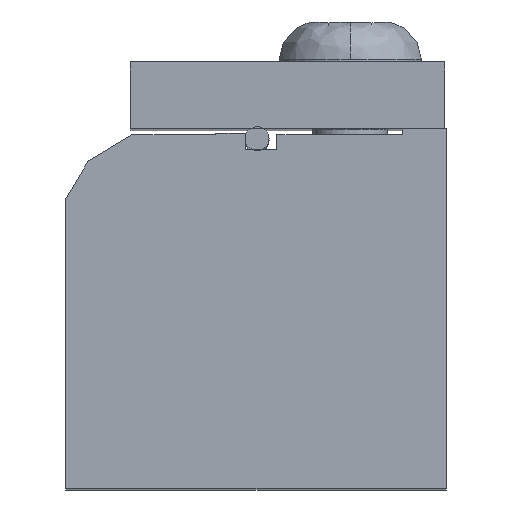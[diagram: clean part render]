
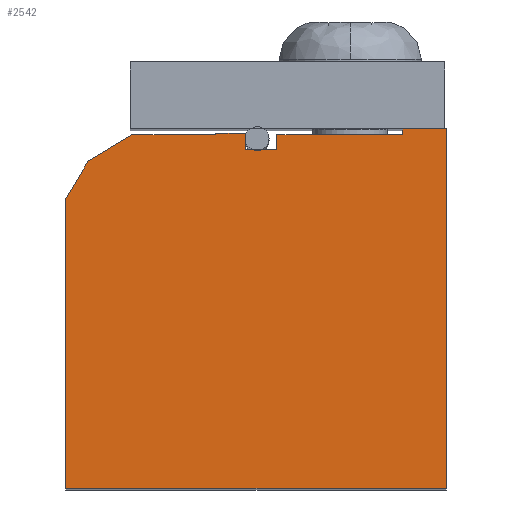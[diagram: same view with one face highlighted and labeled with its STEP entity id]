
A CAD part, top view. The second image highlights one B-rep face of the part: STEP entity #2542.
In plain terms, the highlighted planar face has unit normal (0, 0, 1).
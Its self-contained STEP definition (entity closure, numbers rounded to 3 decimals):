
#23 = VERTEX_POINT ( 'NONE', #2486 ) ;
#44 = VERTEX_POINT ( 'NONE', #2693 ) ;
#92 = CARTESIAN_POINT ( 'NONE',  ( 88.074, 238.144, 37.5 ) ) ;
#152 = DIRECTION ( 'NONE',  ( 0., 1., 0. ) ) ;
#155 = ORIENTED_EDGE ( 'NONE', *, *, #2196, .T. ) ;
#200 = CARTESIAN_POINT ( 'NONE',  ( 89.195, 226.278, 37.5 ) ) ;
#238 = DIRECTION ( 'NONE',  ( 1., 0., 0. ) ) ;
#306 = ORIENTED_EDGE ( 'NONE', *, *, #2066, .T. ) ;
#354 = CARTESIAN_POINT ( 'NONE',  ( 86.074, 238.042, 37.5 ) ) ;
#385 = LINE ( 'NONE', #1741, #1324 ) ;
#427 = EDGE_CURVE ( 'NONE', #2310, #3037, #1100, .T. ) ;
#460 = DIRECTION ( 'NONE',  ( 0., -1., 0. ) ) ;
#596 = DIRECTION ( 'NONE',  ( 0., 1., 0. ) ) ;
#610 = LINE ( 'NONE', #1619, #2768 ) ;
#634 = ORIENTED_EDGE ( 'NONE', *, *, #2848, .T. ) ;
#643 = CARTESIAN_POINT ( 'NONE',  ( 76.074, 214.442, 37.5 ) ) ;
#698 = DIRECTION ( 'NONE',  ( -1., 0., 0. ) ) ;
#743 = DIRECTION ( 'NONE',  ( -1., 0., 0. ) ) ;
#775 = EDGE_CURVE ( 'NONE', #2778, #3037, #385, .T. ) ;
#795 = VECTOR ( 'NONE', #2381, 1000. ) ;
#854 = DIRECTION ( 'NONE',  ( -0.857, -0.515, 0. ) ) ;
#866 = VECTOR ( 'NONE', #1097, 1000. ) ;
#895 = LINE ( 'NONE', #2515, #866 ) ;
#900 = CARTESIAN_POINT ( 'NONE',  ( 76.074, 214.442, 37.5 ) ) ;
#929 = VERTEX_POINT ( 'NONE', #1761 ) ;
#936 = CARTESIAN_POINT ( 'NONE',  ( 89.195, 238.042, 37.5 ) ) ;
#941 = DIRECTION ( 'NONE',  ( -0.515, -0.857, 0. ) ) ;
#944 = VECTOR ( 'NONE', #854, 1000. ) ;
#965 = DIRECTION ( 'NONE',  ( 0., -1., 0. ) ) ;
#971 = ORIENTED_EDGE ( 'NONE', *, *, #775, .T. ) ;
#981 = EDGE_CURVE ( 'NONE', #1046, #44, #610, .T. ) ;
#1022 = VECTOR ( 'NONE', #965, 1000. ) ;
#1024 = VECTOR ( 'NONE', #460, 1000. ) ;
#1046 = VERTEX_POINT ( 'NONE', #2330 ) ;
#1052 = LINE ( 'NONE', #2163, #795 ) ;
#1055 = CARTESIAN_POINT ( 'NONE',  ( 80.474, 238.042, 37.5 ) ) ;
#1066 = VERTEX_POINT ( 'NONE', #1845 ) ;
#1097 = DIRECTION ( 'NONE',  ( -1., 0., 0. ) ) ;
#1100 = LINE ( 'NONE', #354, #2408 ) ;
#1127 = LINE ( 'NONE', #936, #2876 ) ;
#1166 = CARTESIAN_POINT ( 'NONE',  ( 77.574, 236.299, 37.5 ) ) ;
#1176 = AXIS2_PLACEMENT_3D ( 'NONE', #200, #1415, #238 ) ;
#1188 = VERTEX_POINT ( 'NONE', #1629 ) ;
#1209 = CARTESIAN_POINT ( 'NONE',  ( 89.195, 238.442, 37.5 ) ) ;
#1233 = VERTEX_POINT ( 'NONE', #1248 ) ;
#1242 = CARTESIAN_POINT ( 'NONE',  ( 89.195, 238.042, 37.5 ) ) ;
#1248 = CARTESIAN_POINT ( 'NONE',  ( 101.474, 214.442, 37.5 ) ) ;
#1277 = DIRECTION ( 'NONE',  ( -1., 0., 0. ) ) ;
#1286 = LINE ( 'NONE', #1209, #1353 ) ;
#1324 = VECTOR ( 'NONE', #1277, 1000. ) ;
#1329 = ORIENTED_EDGE ( 'NONE', *, *, #2883, .F. ) ;
#1353 = VECTOR ( 'NONE', #698, 1000. ) ;
#1358 = LINE ( 'NONE', #1166, #2544 ) ;
#1415 = DIRECTION ( 'NONE',  ( 0., 0., 1. ) ) ;
#1564 = EDGE_CURVE ( 'NONE', #1188, #23, #1358, .T. ) ;
#1569 = LINE ( 'NONE', #2410, #2467 ) ;
#1619 = CARTESIAN_POINT ( 'NONE',  ( 89.195, 237.044, 37.5 ) ) ;
#1629 = CARTESIAN_POINT ( 'NONE',  ( 77.574, 236.299, 37.5 ) ) ;
#1643 = CARTESIAN_POINT ( 'NONE',  ( 101.474, 238.442, 37.5 ) ) ;
#1741 = CARTESIAN_POINT ( 'NONE',  ( 89.195, 238.144, 37.5 ) ) ;
#1742 = ORIENTED_EDGE ( 'NONE', *, *, #2300, .F. ) ;
#1744 = ORIENTED_EDGE ( 'NONE', *, *, #2007, .F. ) ;
#1761 = CARTESIAN_POINT ( 'NONE',  ( 101.474, 238.442, 37.5 ) ) ;
#1780 = CARTESIAN_POINT ( 'NONE',  ( 98.574, 238.042, 37.5 ) ) ;
#1795 = CARTESIAN_POINT ( 'NONE',  ( 80.474, 238.042, 37.5 ) ) ;
#1809 = ORIENTED_EDGE ( 'NONE', *, *, #1990, .T. ) ;
#1845 = CARTESIAN_POINT ( 'NONE',  ( 98.574, 238.442, 37.5 ) ) ;
#1858 = CARTESIAN_POINT ( 'NONE',  ( 88.074, 238.144, 37.5 ) ) ;
#1875 = VECTOR ( 'NONE', #2256, 1000. ) ;
#1888 = EDGE_CURVE ( 'NONE', #2778, #44, #2400, .T. ) ;
#1892 = ORIENTED_EDGE ( 'NONE', *, *, #1962, .F. ) ;
#1951 = LINE ( 'NONE', #643, #2136 ) ;
#1962 = EDGE_CURVE ( 'NONE', #1046, #2661, #1569, .T. ) ;
#1990 = EDGE_CURVE ( 'NONE', #2239, #2661, #1127, .T. ) ;
#2007 = EDGE_CURVE ( 'NONE', #2239, #1066, #1052, .T. ) ;
#2053 = LINE ( 'NONE', #1643, #1022 ) ;
#2056 = CARTESIAN_POINT ( 'NONE',  ( 86.074, 238.042, 37.5 ) ) ;
#2066 = EDGE_CURVE ( 'NONE', #929, #1066, #1286, .T. ) ;
#2136 = VECTOR ( 'NONE', #152, 1000. ) ;
#2141 = LINE ( 'NONE', #1795, #944 ) ;
#2163 = CARTESIAN_POINT ( 'NONE',  ( 98.574, 238.042, 37.5 ) ) ;
#2196 = EDGE_CURVE ( 'NONE', #2310, #2822, #2836, .T. ) ;
#2239 = VERTEX_POINT ( 'NONE', #1780 ) ;
#2256 = DIRECTION ( 'NONE',  ( -1., 0., 0. ) ) ;
#2300 = EDGE_CURVE ( 'NONE', #2955, #23, #1951, .T. ) ;
#2310 = VERTEX_POINT ( 'NONE', #2056 ) ;
#2330 = CARTESIAN_POINT ( 'NONE',  ( 90.174, 237.044, 37.5 ) ) ;
#2354 = FACE_OUTER_BOUND ( 'NONE', #2374, .T. ) ;
#2374 = EDGE_LOOP ( 'NONE', ( #2742, #971, #2886, #155, #634, #2812, #1742, #1329, #2930, #306, #1744, #1809, #1892, #2702 ) ) ;
#2381 = DIRECTION ( 'NONE',  ( 0., 1., 0. ) ) ;
#2396 = CARTESIAN_POINT ( 'NONE',  ( 90.174, 238.042, 37.5 ) ) ;
#2400 = LINE ( 'NONE', #1858, #1024 ) ;
#2408 = VECTOR ( 'NONE', #596, 1000. ) ;
#2410 = CARTESIAN_POINT ( 'NONE',  ( 90.174, 237.044, 37.5 ) ) ;
#2467 = VECTOR ( 'NONE', #2603, 1000. ) ;
#2486 = CARTESIAN_POINT ( 'NONE',  ( 76.074, 233.803, 37.5 ) ) ;
#2515 = CARTESIAN_POINT ( 'NONE',  ( 101.474, 214.442, 37.5 ) ) ;
#2542 = ADVANCED_FACE ( 'NONE', ( #2354 ), #2575, .T. ) ;
#2544 = VECTOR ( 'NONE', #941, 1000. ) ;
#2575 = PLANE ( 'NONE',  #1176 ) ;
#2603 = DIRECTION ( 'NONE',  ( 0., 1., 0. ) ) ;
#2604 = CARTESIAN_POINT ( 'NONE',  ( 86.074, 238.144, 37.5 ) ) ;
#2661 = VERTEX_POINT ( 'NONE', #2396 ) ;
#2693 = CARTESIAN_POINT ( 'NONE',  ( 88.074, 237.044, 37.5 ) ) ;
#2702 = ORIENTED_EDGE ( 'NONE', *, *, #981, .T. ) ;
#2742 = ORIENTED_EDGE ( 'NONE', *, *, #1888, .F. ) ;
#2768 = VECTOR ( 'NONE', #2794, 1000. ) ;
#2778 = VERTEX_POINT ( 'NONE', #92 ) ;
#2794 = DIRECTION ( 'NONE',  ( -1., 0., 0. ) ) ;
#2812 = ORIENTED_EDGE ( 'NONE', *, *, #1564, .T. ) ;
#2822 = VERTEX_POINT ( 'NONE', #1055 ) ;
#2836 = LINE ( 'NONE', #1242, #1875 ) ;
#2848 = EDGE_CURVE ( 'NONE', #2822, #1188, #2141, .T. ) ;
#2876 = VECTOR ( 'NONE', #743, 1000. ) ;
#2883 = EDGE_CURVE ( 'NONE', #1233, #2955, #895, .T. ) ;
#2886 = ORIENTED_EDGE ( 'NONE', *, *, #427, .F. ) ;
#2930 = ORIENTED_EDGE ( 'NONE', *, *, #3060, .F. ) ;
#2955 = VERTEX_POINT ( 'NONE', #900 ) ;
#3037 = VERTEX_POINT ( 'NONE', #2604 ) ;
#3060 = EDGE_CURVE ( 'NONE', #929, #1233, #2053, .T. ) ;
